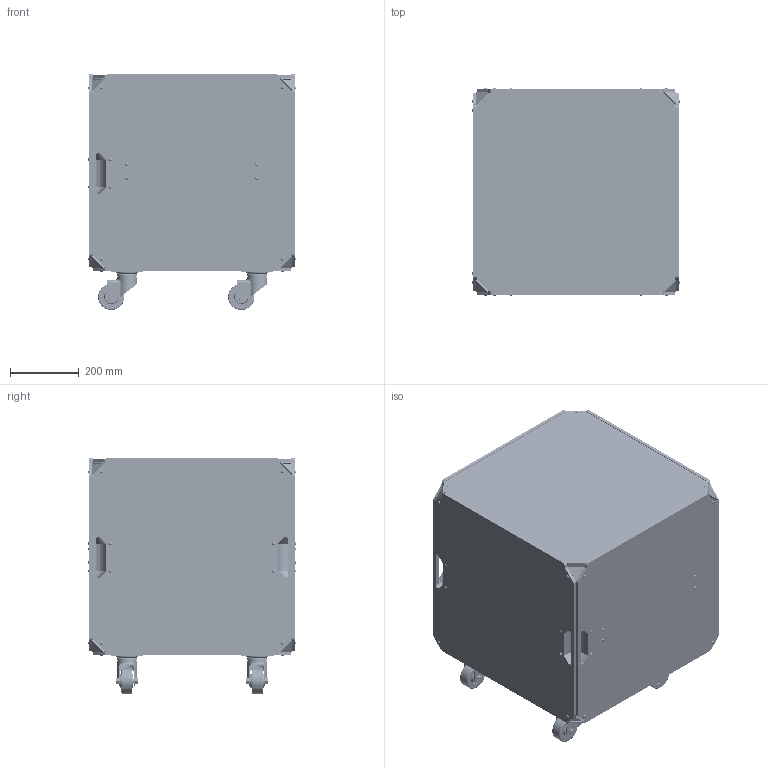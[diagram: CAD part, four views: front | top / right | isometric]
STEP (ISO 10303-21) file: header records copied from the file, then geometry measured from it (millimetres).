
FILE_DESCRIPTION(/* description */ (''),/* implementation_level */ '2;1');
FILE_NAME(/* name */ 'CUBE v19.step',/* time_stamp */ '2016-10-30T22:02:20+01:00',/* author */ (''),/* organization */ (''),/* preprocessor_version */ 'ST-DEVELOPER v16.5',/* originating_system */ 'Autodesk Translation Framework v5.2.0.2031',/* authorisation */ '');
FILE_SCHEMA (('AUTOMOTIVE_DESIGN { 1 0 10303 214 3 1 1 }'));
Products named in the file (31): CUBE v19; FACADE_DOUBLE; FACADE_SIMPLE; FACADE_FOND; FACADE_CABLES; CACHE_NOIR; VITRE; FACADE_SIMPLE(Mirror); FACADE_DIFFUSANTE; GLISSIERE_1; GISSIERE_2; SUPPORT_PS_EYE v1; SUPPORT_PROJECTEUR_IR v2; POIGNEE v5; COIN v5; 23065T21; POIGNEE v5_1; 91239A233; 94645A102; COIN v5_1; COIN v5_2; COIN v5_3; COIN v5_4; COIN v5_5; COIN v5_6; COIN v5_7; COIN v5_8; 91239A234; 94645A102_1; 91239A234_1; 94645A102_2
Assembly tree (115 placements, depth 3):
  CUBE v19
    FACADE_DOUBLE
    FACADE_SIMPLE
    FACADE_FOND
    FACADE_CABLES
    CACHE_NOIR
    VITRE
    FACADE_SIMPLE(Mirror)
    FACADE_DIFFUSANTE
    GLISSIERE_1  x2
    GISSIERE_2  x2
    SUPPORT_PS_EYE v1
    SUPPORT_PROJECTEUR_IR v2
    23065T21  x4
    POIGNEE v5
      91239A233  x4
      94645A102  x4
    COIN v5
      91239A234  x3
      94645A102_1  x3
    POIGNEE v5_1
      91239A233  x4
      94645A102  x4
    COIN v5_1
      91239A234  x3
      94645A102_1  x3
    COIN v5_2
      91239A234  x3
      94645A102_1  x3
    COIN v5_3
      91239A234  x3
      94645A102_1  x3
    COIN v5_4
      91239A234  x3
      94645A102_1  x3
    COIN v5_5
      91239A234  x3
      94645A102_1  x3
    COIN v5_6
      91239A234  x3
      94645A102_1  x3
    COIN v5_7
      91239A234  x3
      94645A102_1  x3
    COIN v5_8
      91239A234  x3
      94645A102_1  x3
    91239A234_1  x8
    94645A102_2  x8
Bounding box: 605.5 x 605.5 x 689.3 mm (x, y, z)
Volume: 22607188 mm3; surface area: 5546227.8 mm2
Topology: 162 solids, 162 shells, 4659 faces, 10608 edges, 6546 vertices
Faces by surface type: plane 1590, cone 1524, cylinder 1233, torus 163, bspline 106, sphere 43
Full cylindrical faces by diameter (mm): 3.5 x2, 4.255 x43, 4.342 x172, 5 x215, 5.294 x43, 5.5 x109, 6.2 x2, 7 x2, 8 x2, 9.5 x43, 12.7 x4, 16.42 x1, 41.402 x8, 44.45 x8, 53.34 x8, 59.69 x8, 62.865 x4, 76.2 x4
Entity records: 54991 total; most frequent: CARTESIAN_POINT 25664, DIRECTION 6131, ORIENTED_EDGE 5444, EDGE_CURVE 2722, AXIS2_PLACEMENT_3D 2330, VERTEX_POINT 1901, EDGE_LOOP 1751, LINE 1471
